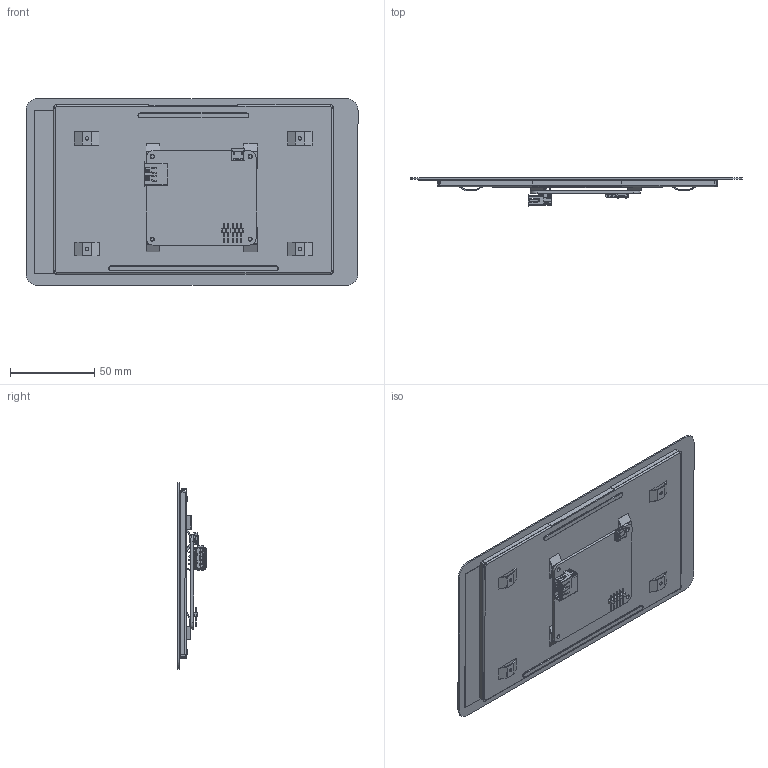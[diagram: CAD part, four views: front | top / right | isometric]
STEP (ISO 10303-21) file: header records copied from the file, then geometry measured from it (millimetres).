
FILE_DESCRIPTION (( 'STEP AP203' ), '1' );
FILE_NAME ('Raspberry Pi Display V1.1.STEP', '2020-02-17T14:19:49', ( '' ), ( '' ), 'SwSTEP 2.0', 'SolidWorks 2016', '' );
FILE_SCHEMA (( 'CONFIG_CONTROL_DESIGN' ));
Length unit declared in the file: millimetre
Products named in the file (14): 61400416021_Shielding; FAV; 629105150521 (rev1); Raspberry Pi Display V1.1; PCB; 61400416021_Contact Plating; 61400416021_Insulator; Verre; Dalle; 61400416021_Download_STP_61400416021_rev1; 6130xx11121_PIN; 61300511121; Carter dalle; 61300511121 (rev1)
Assembly tree (20 placements, depth 3):
  Raspberry Pi Display V1.1
    FAV
    Verre
    Dalle
    Carter dalle
    PCB
    629105150521 (rev1)
    61300511121 (rev1)
      6130xx11121_PIN  x5
      61300511121
    61400416021_Download_STP_61400416021_rev1
      61400416021_Insulator
      61400416021_Contact Plating  x4
      61400416021_Shielding
Bounding box: 197 x 17.18 x 110.76 mm (x, y, z)
Volume: 100916.6 mm3; surface area: 160424.5 mm2
Topology: 25 solids, 25 shells, 1817 faces, 5095 edges, 3278 vertices
Faces by surface type: plane 1233, cylinder 542, bspline 22, torus 16, cone 4
Entity records: 54853 total; most frequent: CARTESIAN_POINT 10477, ORIENTED_EDGE 9222, DIRECTION 8565, EDGE_CURVE 4611, VECTOR 3597, LINE 3597, VERTEX_POINT 2974, AXIS2_PLACEMENT_3D 2484
